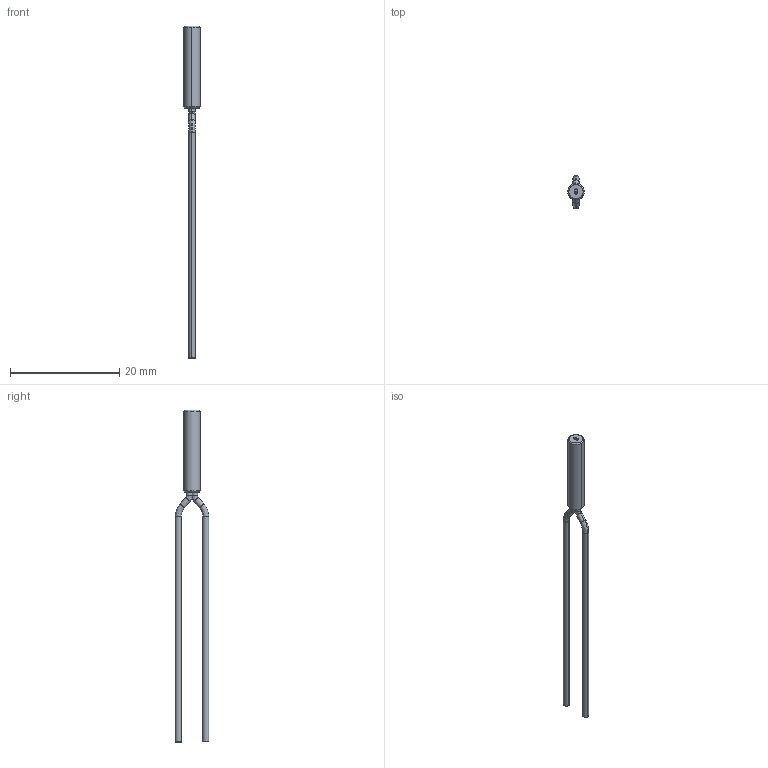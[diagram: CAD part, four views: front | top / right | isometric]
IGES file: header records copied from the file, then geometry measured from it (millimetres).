
Start section: SolidWorks IGES file using analytic representation for surfaces
Global section: file name: EE10638.IGS,41HSolidWorks 2006; native system: by SolidWorks Corporation; preprocessor: SolidWorks 2006 by SolidWorks Corporation; author: AutoCAD; date: 070613.120514; units: millimetre
Bounding box: 3 x 6.1 x 60.67 mm (x, y, z)
Surface area: 479 mm2 (no closed solid volume)
Topology: 0 solids, 0 shells, 46 faces, 396 edges, 395 vertices
Faces by surface type: revolution 26, bspline 20
